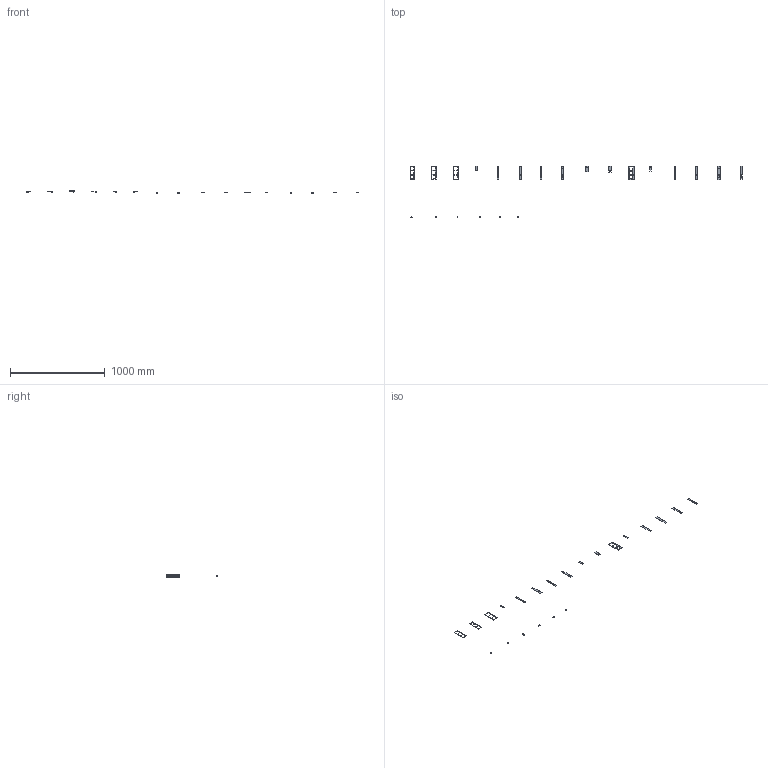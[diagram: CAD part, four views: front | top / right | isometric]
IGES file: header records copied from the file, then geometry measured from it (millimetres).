
Start section: 1014,2
Global section: file name: 53Hdisipateurs th; native system: Rhinoceros ( Mar  9 2011 ); preprocessor: Trout Lake IGES 012 Mar  9 2011; date: 230425.203321; units: millimetre
Bounding box: 3513.5 x 544.43 x 22.2 mm (x, y, z)
Surface area: 88466.8 mm2 (no closed solid volume)
Topology: 0 solids, 0 shells, 251 faces, 3216 edges, 3475 vertices
Faces by surface type: bspline 251
